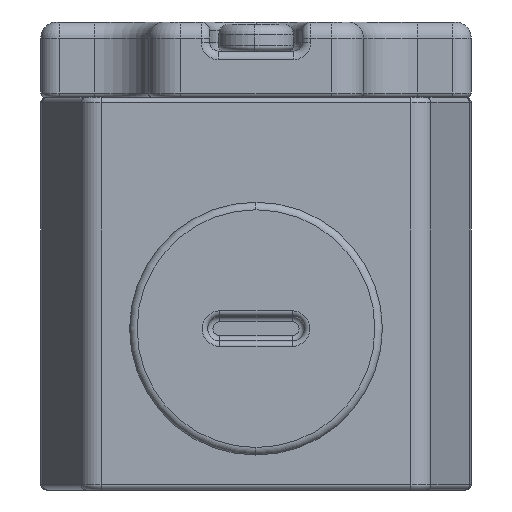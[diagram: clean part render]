
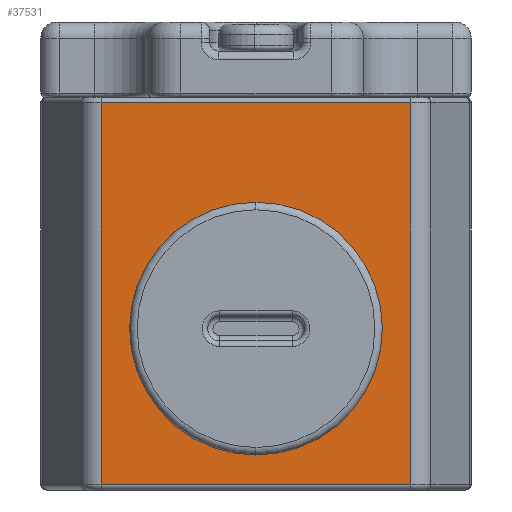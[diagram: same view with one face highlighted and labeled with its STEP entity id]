
A CAD part, front view. The second image highlights one B-rep face of the part: STEP entity #37531.
In plain terms, the highlighted planar face has unit normal (0, -1, 0).
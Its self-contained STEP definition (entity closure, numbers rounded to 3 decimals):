
#1033 = ORIENTED_EDGE ( 'NONE', *, *, #68764, .T. ) ;
#1606 = EDGE_LOOP ( 'NONE', ( #26182, #41955, #22342, #28092 ) ) ;
#1948 = EDGE_CURVE ( 'NONE', #63882, #60031, #64264, .T. ) ;
#8729 = DIRECTION ( 'NONE',  ( 0., 0., 1. ) ) ;
#10870 = LINE ( 'NONE', #52142, #37899 ) ;
#13767 = CARTESIAN_POINT ( 'NONE',  ( 0., -80., 15. ) ) ;
#14113 = EDGE_LOOP ( 'NONE', ( #40731, #1033 ) ) ;
#16158 = EDGE_CURVE ( 'NONE', #38812, #63882, #10870, .T. ) ;
#17420 = CARTESIAN_POINT ( 'NONE',  ( -20., -80., 36.5 ) ) ;
#19188 = DIRECTION ( 'NONE',  ( 0., 0., 1. ) ) ;
#19752 = CARTESIAN_POINT ( 'NONE',  ( 14.401, -80., 36. ) ) ;
#20269 = CARTESIAN_POINT ( 'NONE',  ( -14.401, -80., 36.5 ) ) ;
#22075 = CARTESIAN_POINT ( 'NONE',  ( -14.401, -80., 0.5 ) ) ;
#22342 = ORIENTED_EDGE ( 'NONE', *, *, #16158, .T. ) ;
#23448 = EDGE_CURVE ( 'NONE', #60031, #31739, #25582, .T. ) ;
#25582 = LINE ( 'NONE', #20269, #66935 ) ;
#25919 = DIRECTION ( 'NONE',  ( 0., 0., -1. ) ) ;
#26182 = ORIENTED_EDGE ( 'NONE', *, *, #23448, .T. ) ;
#28092 = ORIENTED_EDGE ( 'NONE', *, *, #1948, .T. ) ;
#28139 = CARTESIAN_POINT ( 'NONE',  ( -14.401, -80., 36. ) ) ;
#28282 = VECTOR ( 'NONE', #69391, 1000. ) ;
#28496 = CIRCLE ( 'NONE', #50188, 11. ) ;
#28521 = DIRECTION ( 'NONE',  ( 0., 1., 0. ) ) ;
#29012 = DIRECTION ( 'NONE',  ( 0., 1., 0. ) ) ;
#31739 = VERTEX_POINT ( 'NONE', #22075 ) ;
#37091 = CARTESIAN_POINT ( 'NONE',  ( -20., -80., 0.5 ) ) ;
#37531 = ADVANCED_FACE ( 'NONE', ( #38742, #53113 ), #50047, .F. ) ;
#37899 = VECTOR ( 'NONE', #8729, 1000. ) ;
#38167 = EDGE_CURVE ( 'NONE', #49591, #40131, #28496, .T. ) ;
#38742 = FACE_BOUND ( 'NONE', #14113, .T. ) ;
#38812 = VERTEX_POINT ( 'NONE', #58800 ) ;
#38973 = VECTOR ( 'NONE', #65871, 1000. ) ;
#40131 = VERTEX_POINT ( 'NONE', #43681 ) ;
#40731 = ORIENTED_EDGE ( 'NONE', *, *, #38167, .T. ) ;
#41955 = ORIENTED_EDGE ( 'NONE', *, *, #56730, .T. ) ;
#41992 = AXIS2_PLACEMENT_3D ( 'NONE', #17420, #28521, #66264 ) ;
#43681 = CARTESIAN_POINT ( 'NONE',  ( 0., -80., 26. ) ) ;
#44362 = LINE ( 'NONE', #37091, #28282 ) ;
#49591 = VERTEX_POINT ( 'NONE', #53470 ) ;
#50047 = PLANE ( 'NONE',  #41992 ) ;
#50188 = AXIS2_PLACEMENT_3D ( 'NONE', #13767, #51564, #19188 ) ;
#51564 = DIRECTION ( 'NONE',  ( 0., 1., 0. ) ) ;
#52142 = CARTESIAN_POINT ( 'NONE',  ( 14.401, -80., 36.5 ) ) ;
#53113 = FACE_OUTER_BOUND ( 'NONE', #1606, .T. ) ;
#53276 = AXIS2_PLACEMENT_3D ( 'NONE', #61330, #29012, #66717 ) ;
#53470 = CARTESIAN_POINT ( 'NONE',  ( 0., -80., 4. ) ) ;
#56730 = EDGE_CURVE ( 'NONE', #31739, #38812, #44362, .T. ) ;
#58800 = CARTESIAN_POINT ( 'NONE',  ( 14.401, -80., 0.5 ) ) ;
#60031 = VERTEX_POINT ( 'NONE', #67873 ) ;
#61330 = CARTESIAN_POINT ( 'NONE',  ( 0., -80., 15. ) ) ;
#63882 = VERTEX_POINT ( 'NONE', #19752 ) ;
#64264 = LINE ( 'NONE', #28139, #38973 ) ;
#65871 = DIRECTION ( 'NONE',  ( -1., 0., 0. ) ) ;
#66264 = DIRECTION ( 'NONE',  ( 0., 0., 1. ) ) ;
#66717 = DIRECTION ( 'NONE',  ( 0., 0., 1. ) ) ;
#66935 = VECTOR ( 'NONE', #25919, 1000. ) ;
#67873 = CARTESIAN_POINT ( 'NONE',  ( -14.401, -80., 36. ) ) ;
#68764 = EDGE_CURVE ( 'NONE', #40131, #49591, #69596, .T. ) ;
#69391 = DIRECTION ( 'NONE',  ( 1., 0., 0. ) ) ;
#69596 = CIRCLE ( 'NONE', #53276, 11. ) ;
